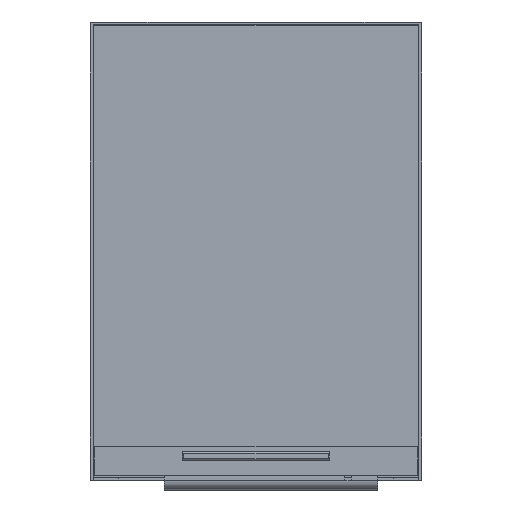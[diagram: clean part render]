
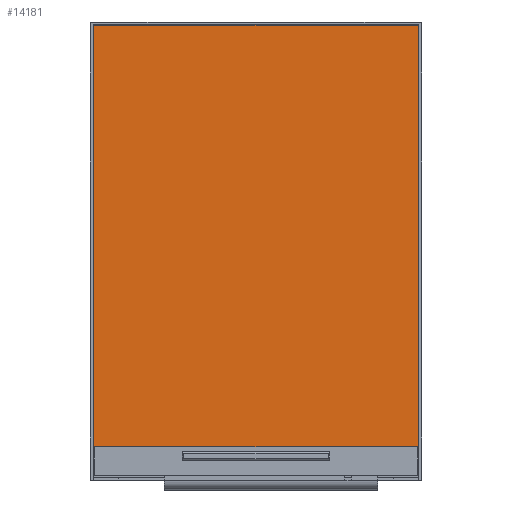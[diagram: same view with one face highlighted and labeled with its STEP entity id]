
A CAD part, top view. The second image highlights one B-rep face of the part: STEP entity #14181.
In plain terms, the highlighted planar face has unit normal (0, 0, 1).
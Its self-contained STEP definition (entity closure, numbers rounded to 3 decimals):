
#3668=ORIENTED_EDGE('',*,*,#5104,.F.);
#3669=ORIENTED_EDGE('',*,*,#5113,.F.);
#3670=ORIENTED_EDGE('',*,*,#5110,.F.);
#3671=ORIENTED_EDGE('',*,*,#5107,.F.);
#5104=EDGE_CURVE('',#6074,#6075,#6856,.T.);
#5107=EDGE_CURVE('',#6075,#6077,#6859,.T.);
#5110=EDGE_CURVE('',#6077,#6079,#6862,.T.);
#5113=EDGE_CURVE('',#6079,#6074,#6865,.T.);
#6074=VERTEX_POINT('',#24816);
#6075=VERTEX_POINT('',#24818);
#6077=VERTEX_POINT('',#24824);
#6079=VERTEX_POINT('',#24830);
#6856=LINE('',#24817,#7642);
#6859=LINE('',#24823,#7645);
#6862=LINE('',#24829,#7648);
#6865=LINE('',#24834,#7651);
#7642=VECTOR('',#16527,1000.);
#7645=VECTOR('',#16532,1000.);
#7648=VECTOR('',#16537,1000.);
#7651=VECTOR('',#16542,1000.);
#8326=EDGE_LOOP('',(#3668,#3669,#3670,#3671));
#9002=FACE_BOUND('',#8326,.T.);
#9498=PLANE('',#14726);
#14181=ADVANCED_FACE('',(#9002),#9498,.F.);
#14726=AXIS2_PLACEMENT_3D('',#24835,#16543,#16544);
#16527=DIRECTION('',(0.,1.,0.));
#16532=DIRECTION('',(1.,0.,0.));
#16537=DIRECTION('',(0.,-1.,0.));
#16542=DIRECTION('',(-1.,0.,0.));
#16543=DIRECTION('',(0.,0.,-1.));
#16544=DIRECTION('',(-1.,0.,0.));
#24816=CARTESIAN_POINT('',(-16.942,3.505,2.273));
#24817=CARTESIAN_POINT('',(-16.942,3.505,2.273));
#24818=CARTESIAN_POINT('',(-16.942,47.447,2.273));
#24823=CARTESIAN_POINT('',(-16.942,47.447,2.273));
#24824=CARTESIAN_POINT('',(16.942,47.447,2.273));
#24829=CARTESIAN_POINT('',(16.942,47.447,2.273));
#24830=CARTESIAN_POINT('',(16.942,3.505,2.273));
#24834=CARTESIAN_POINT('',(16.942,3.505,2.273));
#24835=CARTESIAN_POINT('',(0.,0.,2.273));
